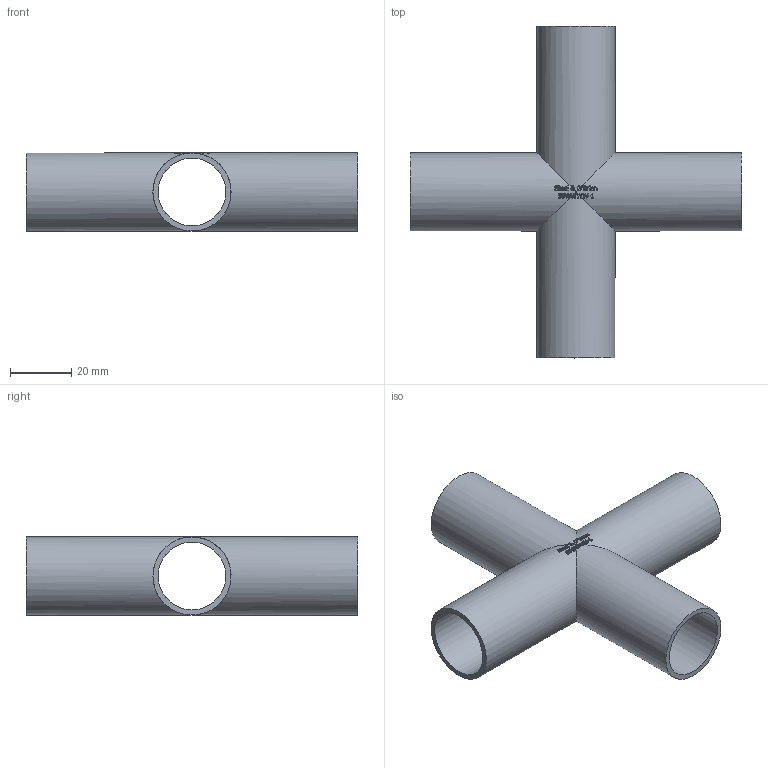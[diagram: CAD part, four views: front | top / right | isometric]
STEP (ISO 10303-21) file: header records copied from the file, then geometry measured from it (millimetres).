
FILE_DESCRIPTION(/* description */ (''),/* implementation_level */ '2;1');
FILE_NAME(/* name */ 'S9WWWW-1.stp',/* time_stamp */ '2018-11-30T11:37:16-05:00',/* author */ ('rick'),/* organization */ (''),/* preprocessor_version */ 'ST-DEVELOPER v15.2',/* originating_system */ 'Autodesk Inventor 2014',/* authorisation */ '');
FILE_SCHEMA (('AUTOMOTIVE_DESIGN { 1 0 10303 214 3 1 1 }'));
Length unit declared in the file: inch
Products named in the file (1): S9WWWW-1
Bounding box: 107.95 x 107.95 x 25.4 mm (x, y, z)
Volume: 22862.3 mm3; surface area: 28194.1 mm2
Topology: 1 solids, 1 shells, 369 faces, 1041 edges, 692 vertices
Faces by surface type: plane 156, bspline 155, cylinder 58
Full cylindrical faces by diameter (mm): 22.098 x4, 25.4 x4
Entity records: 14524 total; most frequent: CARTESIAN_POINT 6105, ORIENTED_EDGE 1982, DIRECTION 1325, EDGE_CURVE 991, VERTEX_POINT 662, AXIS2_PLACEMENT_3D 446, LINE 433, VECTOR 433
